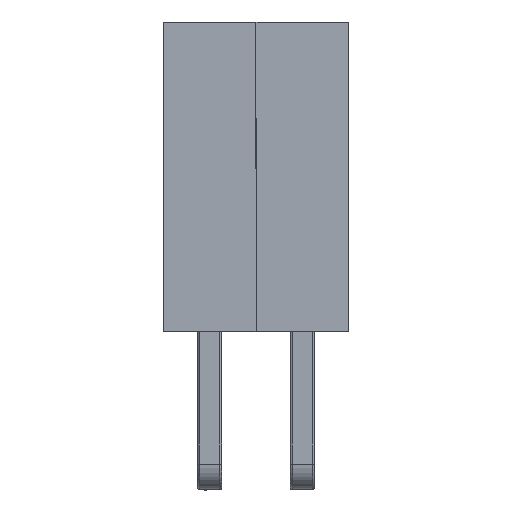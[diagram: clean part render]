
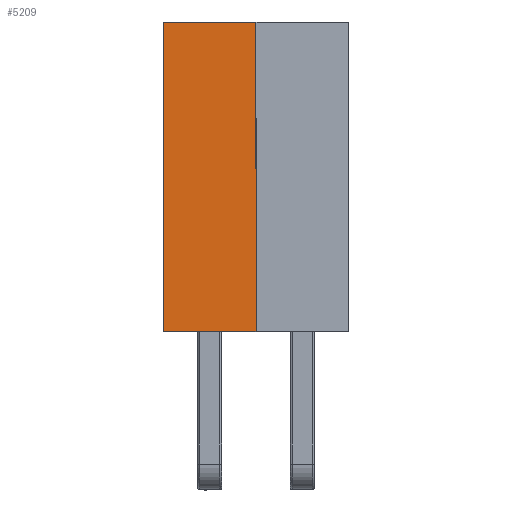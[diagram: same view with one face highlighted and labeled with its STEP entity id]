
A CAD part, top view. The second image highlights one B-rep face of the part: STEP entity #5209.
In plain terms, the highlighted planar face has unit normal (0, 0, 1).
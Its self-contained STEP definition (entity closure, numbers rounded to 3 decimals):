
#184=PLANE('',#5765);
#425=FACE_OUTER_BOUND('',#751,.T.);
#751=EDGE_LOOP('',(#3845,#3846,#3847,#3848));
#959=LINE('',#7917,#1343);
#963=LINE('',#7924,#1347);
#1094=LINE('',#8564,#1478);
#1110=LINE('',#8642,#1494);
#1343=VECTOR('',#6222,10.);
#1347=VECTOR('',#6228,10.);
#1478=VECTOR('',#6823,10.);
#1494=VECTOR('',#6937,10.);
#2025=VERTEX_POINT('',#7914);
#2026=VERTEX_POINT('',#7916);
#2028=VERTEX_POINT('',#7922);
#2177=VERTEX_POINT('',#8563);
#2461=EDGE_CURVE('',#2026,#2025,#959,.T.);
#2465=EDGE_CURVE('',#2025,#2028,#963,.T.);
#2724=EDGE_CURVE('',#2177,#2028,#1094,.T.);
#2762=EDGE_CURVE('',#2026,#2177,#1110,.T.);
#3845=ORIENTED_EDGE('',*,*,#2461,.T.);
#3846=ORIENTED_EDGE('',*,*,#2465,.T.);
#3847=ORIENTED_EDGE('',*,*,#2724,.F.);
#3848=ORIENTED_EDGE('',*,*,#2762,.F.);
#5209=ADVANCED_FACE('',(#425),#184,.T.);
#5765=AXIS2_PLACEMENT_3D('',#8641,#6935,#6936);
#6222=DIRECTION('',(1.,0.,0.));
#6228=DIRECTION('',(0.,1.,0.));
#6823=DIRECTION('',(1.,0.,0.));
#6935=DIRECTION('center_axis',(0.,0.,1.));
#6936=DIRECTION('ref_axis',(1.,0.,0.));
#6937=DIRECTION('',(0.,1.,0.));
#7914=CARTESIAN_POINT('',(1.27,4.14,2.54));
#7916=CARTESIAN_POINT('',(-1.27,4.14,2.54));
#7917=CARTESIAN_POINT('',(-1.27,4.14,2.54));
#7922=CARTESIAN_POINT('',(1.27,12.64,2.54));
#7924=CARTESIAN_POINT('',(1.27,4.14,2.54));
#8563=CARTESIAN_POINT('',(-1.27,12.64,2.54));
#8564=CARTESIAN_POINT('',(-1.27,12.64,2.54));
#8641=CARTESIAN_POINT('Origin',(-1.27,4.14,2.54));
#8642=CARTESIAN_POINT('',(-1.27,4.14,2.54));
